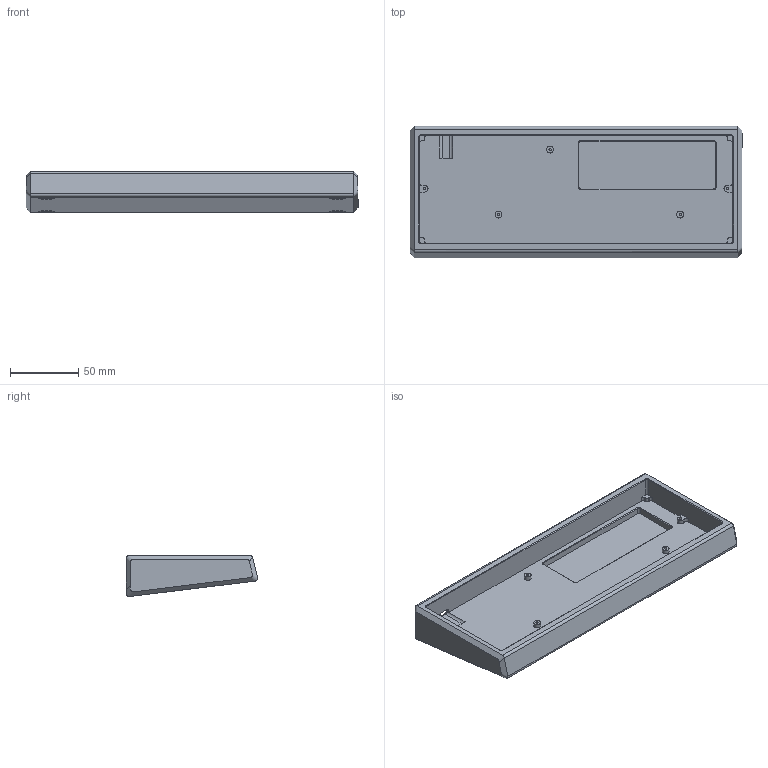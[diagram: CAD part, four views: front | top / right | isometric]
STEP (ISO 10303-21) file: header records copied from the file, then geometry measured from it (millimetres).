
FILE_DESCRIPTION (( 'STEP AP203' ), '1' );
FILE_NAME ('mont40.STEP', '2020-03-05T07:49:56', ( '' ), ( '' ), 'SwSTEP 2.0', 'SolidWorks 2018', '' );
FILE_SCHEMA (( 'CONFIG_CONTROL_DESIGN' ));
Length unit declared in the file: millimetre
Products named in the file (1): mont40
Bounding box: 243 x 96.11 x 30.05 mm (x, y, z)
Volume: 223302.7 mm3; surface area: 73246 mm2
Topology: 1 solids, 1 shells, 156 faces, 400 edges, 260 vertices
Faces by surface type: plane 72, cylinder 56, cone 24, bspline 4
Entity records: 5271 total; most frequent: CARTESIAN_POINT 1363, ORIENTED_EDGE 800, DIRECTION 800, EDGE_CURVE 400, AXIS2_PLACEMENT_3D 289, VERTEX_POINT 260, VECTOR 222, LINE 222
